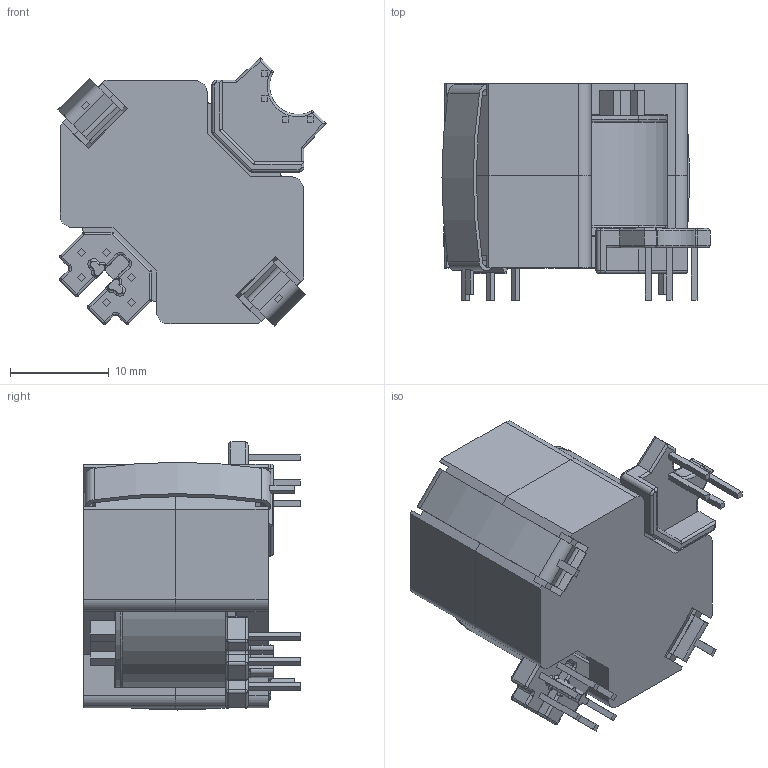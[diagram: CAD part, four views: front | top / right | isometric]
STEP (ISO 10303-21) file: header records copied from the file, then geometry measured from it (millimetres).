
FILE_DESCRIPTION (( 'STEP AP214' ), '1' );
FILE_NAME ('RM10_6920_0009.STEP', '2019-02-01T14:51:41', ( '' ), ( '' ), 'SwSTEP 2.0', 'SolidWorks 2017', '' );
FILE_SCHEMA (( 'AUTOMOTIVE_DESIGN' ));
Length unit declared in the file: inch
Products named in the file (5): 150-2624_6A; 239-0009_6F; 070-6920_coil; 070-6920_6B; RM10_6920_0009
Assembly tree (6 placements, depth 2):
  RM10_6920_0009
    070-6920_6B
    070-6920_coil
    239-0009_6F  x2
    150-2624_6A  x2
Bounding box: 27.2 x 21.97 x 27.2 mm (x, y, z)
Volume: 8683.7 mm3; surface area: 8471.4 mm2
Topology: 6 solids, 6 shells, 422 faces, 1051 edges, 641 vertices
Faces by surface type: plane 214, cylinder 140, torus 38, sphere 20, bspline 6, cone 4
Entity records: 11201 total; most frequent: CARTESIAN_POINT 2053, DIRECTION 1789, ORIENTED_EDGE 1688, EDGE_CURVE 844, AXIS2_PLACEMENT_3D 625, VECTOR 539, LINE 539, VERTEX_POINT 515
